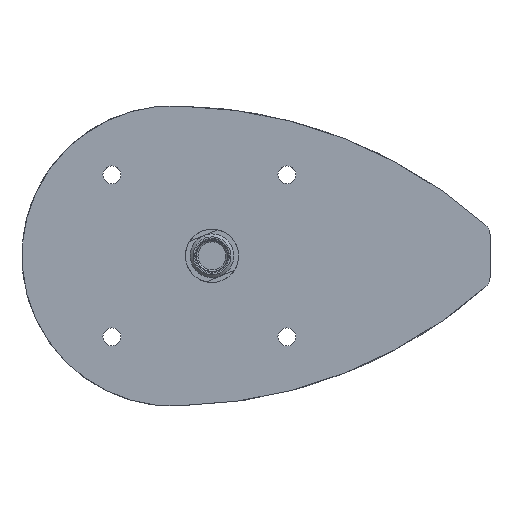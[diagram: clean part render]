
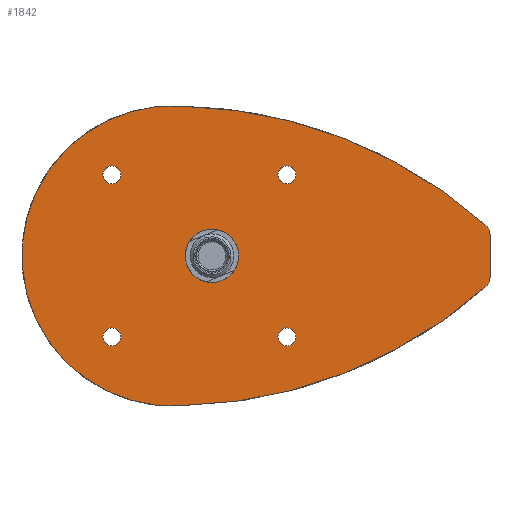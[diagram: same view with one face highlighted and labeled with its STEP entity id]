
A CAD part, top view. The second image highlights one B-rep face of the part: STEP entity #1842.
In plain terms, the highlighted planar face has unit normal (0, 0, 1).
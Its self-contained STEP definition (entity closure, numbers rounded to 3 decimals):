
#41 = DIRECTION ( 'NONE',  ( 1., 0., 0. ) ) ;
#47 = CARTESIAN_POINT ( 'NONE',  ( -87.353, 52.891, 14.925 ) ) ;
#51 = DIRECTION ( 'NONE',  ( 0., 0., 1. ) ) ;
#61 = DIRECTION ( 'NONE',  ( 1., 0., 0. ) ) ;
#69 = CARTESIAN_POINT ( 'NONE',  ( -19.916, 58.328, 14.925 ) ) ;
#76 = DIRECTION ( 'NONE',  ( 1., 0., 0. ) ) ;
#78 = CARTESIAN_POINT ( 'NONE',  ( -112.753, 32.317, 14.925 ) ) ;
#95 = CARTESIAN_POINT ( 'NONE',  ( -19.916, 47.454, 14.925 ) ) ;
#96 = DIRECTION ( 'NONE',  ( 0., 0., 1. ) ) ;
#103 = DIRECTION ( 'NONE',  ( 0., 0., -1. ) ) ;
#107 = DIRECTION ( 'NONE',  ( 0.924, 0.383, 0. ) ) ;
#112 = DIRECTION ( 'NONE',  ( 0., 0., 1. ) ) ;
#156 = CARTESIAN_POINT ( 'NONE',  ( -97.513, -29.227, 14.925 ) ) ;
#157 = DIRECTION ( 'NONE',  ( 0., 0., 1. ) ) ;
#158 = DIRECTION ( 'NONE',  ( 1., 0., 0. ) ) ;
#170 = CARTESIAN_POINT ( 'NONE',  ( -68.303, 73.465, 14.925 ) ) ;
#171 = DIRECTION ( 'NONE',  ( 0., 0., 1. ) ) ;
#172 = DIRECTION ( 'NONE',  ( 1., 0., 0. ) ) ;
#287 = CARTESIAN_POINT ( 'NONE',  ( -97.513, 135.009, 14.925 ) ) ;
#288 = DIRECTION ( 'NONE',  ( 0., 0., 1. ) ) ;
#289 = DIRECTION ( 'NONE',  ( 1., 0., 0. ) ) ;
#318 = CARTESIAN_POINT ( 'NONE',  ( -97.513, 52.891, 14.925 ) ) ;
#319 = DIRECTION ( 'NONE',  ( 0., 0., 1. ) ) ;
#320 = DIRECTION ( 'NONE',  ( 1., 0., 0. ) ) ;
#348 = CARTESIAN_POINT ( 'NONE',  ( -95.134, 90.916, 14.925 ) ) ;
#358 = CARTESIAN_POINT ( 'NONE',  ( -84.765, 46.65, 14.925 ) ) ;
#372 = CARTESIAN_POINT ( 'NONE',  ( -89.941, 59.132, 14.925 ) ) ;
#377 = CARTESIAN_POINT ( 'NONE',  ( -16.741, 47.454, 14.925 ) ) ;
#389 = CARTESIAN_POINT ( 'NONE',  ( -17.81, 60.704, 14.925 ) ) ;
#402 = CARTESIAN_POINT ( 'NONE',  ( -95.134, 14.865, 14.925 ) ) ;
#404 = CARTESIAN_POINT ( 'NONE',  ( -17.81, 45.078, 14.925 ) ) ;
#409 = CARTESIAN_POINT ( 'NONE',  ( -16.741, 58.328, 14.925 ) ) ;
#684 = EDGE_CURVE ( 'NONE', #1616, #1586, #1096, .T. ) ;
#687 = EDGE_CURVE ( 'NONE', #1577, #1464, #1104, .T. ) ;
#689 = EDGE_CURVE ( 'NONE', #1386, #1386, #1109, .T. ) ;
#692 = EDGE_CURVE ( 'NONE', #1608, #1531, #1108, .T. ) ;
#705 = EDGE_CURVE ( 'NONE', #1350, #1350, #1091, .T. ) ;
#706 = EDGE_CURVE ( 'NONE', #1464, #1577, #844, .T. ) ;
#716 = EDGE_CURVE ( 'NONE', #1389, #1389, #850, .T. ) ;
#768 = EDGE_CURVE ( 'NONE', #1531, #1616, #1285, .T. ) ;
#776 = EDGE_CURVE ( 'NONE', #1586, #1444, #1236, .T. ) ;
#781 = EDGE_CURVE ( 'NONE', #1336, #1336, #1158, .T. ) ;
#807 = EDGE_CURVE ( 'NONE', #1606, #1608, #1408, .T. ) ;
#815 = EDGE_CURVE ( 'NONE', #1444, #1606, #1250, .T. ) ;
#844 = CIRCLE ( 'NONE', #2541, 6.756 ) ;
#850 = CIRCLE ( 'NONE', #2515, 2.286 ) ;
#908 = ORIENTED_EDGE ( 'NONE', *, *, #781, .F. ) ;
#929 = ORIENTED_EDGE ( 'NONE', *, *, #687, .T. ) ;
#934 = ORIENTED_EDGE ( 'NONE', *, *, #716, .F. ) ;
#939 = ORIENTED_EDGE ( 'NONE', *, *, #807, .T. ) ;
#962 = ORIENTED_EDGE ( 'NONE', *, *, #706, .T. ) ;
#981 = ORIENTED_EDGE ( 'NONE', *, *, #705, .F. ) ;
#996 = ORIENTED_EDGE ( 'NONE', *, *, #815, .T. ) ;
#1000 = ORIENTED_EDGE ( 'NONE', *, *, #768, .T. ) ;
#1091 = CIRCLE ( 'NONE', #2556, 2.286 ) ;
#1096 = CIRCLE ( 'NONE', #2513, 3.175 ) ;
#1104 = CIRCLE ( 'NONE', #2584, 6.756 ) ;
#1108 = CIRCLE ( 'NONE', #2497, 3.175 ) ;
#1109 = CIRCLE ( 'NONE', #2508, 2.286 ) ;
#1135 = FACE_BOUND ( 'NONE', #1614, .T. ) ;
#1158 = CIRCLE ( 'NONE', #2522, 2.286 ) ;
#1211 = VECTOR ( 'NONE', #1709, 1000. ) ;
#1236 = CIRCLE ( 'NONE', #2545, 120.167 ) ;
#1250 = CIRCLE ( 'NONE', #2532, 38.1 ) ;
#1285 = LINE ( 'NONE', #1694, #1211 ) ;
#1299 = FACE_BOUND ( 'NONE', #1578, .T. ) ;
#1336 = VERTEX_POINT ( 'NONE', #2433 ) ;
#1350 = VERTEX_POINT ( 'NONE', #2423 ) ;
#1352 = FACE_OUTER_BOUND ( 'NONE', #1446, .T. ) ;
#1362 = FACE_BOUND ( 'NONE', #1657, .T. ) ;
#1374 = FACE_BOUND ( 'NONE', #1619, .T. ) ;
#1376 = FACE_BOUND ( 'NONE', #1667, .T. ) ;
#1386 = VERTEX_POINT ( 'NONE', #2422 ) ;
#1389 = VERTEX_POINT ( 'NONE', #2427 ) ;
#1408 = CIRCLE ( 'NONE', #2523, 120.167 ) ;
#1444 = VERTEX_POINT ( 'NONE', #348 ) ;
#1446 = EDGE_LOOP ( 'NONE', ( #1480, #1448, #996, #939, #1622, #1000 ) ) ;
#1448 = ORIENTED_EDGE ( 'NONE', *, *, #776, .T. ) ;
#1464 = VERTEX_POINT ( 'NONE', #358 ) ;
#1480 = ORIENTED_EDGE ( 'NONE', *, *, #684, .T. ) ;
#1517 = ORIENTED_EDGE ( 'NONE', *, *, #689, .F. ) ;
#1531 = VERTEX_POINT ( 'NONE', #377 ) ;
#1577 = VERTEX_POINT ( 'NONE', #372 ) ;
#1578 = EDGE_LOOP ( 'NONE', ( #929, #962 ) ) ;
#1586 = VERTEX_POINT ( 'NONE', #389 ) ;
#1606 = VERTEX_POINT ( 'NONE', #402 ) ;
#1608 = VERTEX_POINT ( 'NONE', #404 ) ;
#1614 = EDGE_LOOP ( 'NONE', ( #981 ) ) ;
#1616 = VERTEX_POINT ( 'NONE', #409 ) ;
#1619 = EDGE_LOOP ( 'NONE', ( #1517 ) ) ;
#1622 = ORIENTED_EDGE ( 'NONE', *, *, #692, .T. ) ;
#1657 = EDGE_LOOP ( 'NONE', ( #908 ) ) ;
#1667 = EDGE_LOOP ( 'NONE', ( #934 ) ) ;
#1694 = CARTESIAN_POINT ( 'NONE',  ( -16.741, 47.454, 14.925 ) ) ;
#1709 = DIRECTION ( 'NONE',  ( 0., 1., 0. ) ) ;
#1842 = ADVANCED_FACE ( 'NONE', ( #1299, #1352, #1376, #1374, #1135, #1362 ), #2118, .T. ) ;
#2115 = DIRECTION ( 'NONE',  ( 0., 0., 1. ) ) ;
#2118 = PLANE ( 'NONE',  #3043 ) ;
#2119 = CARTESIAN_POINT ( 'NONE',  ( -19.916, 58.328, 14.925 ) ) ;
#2121 = DIRECTION ( 'NONE',  ( 1., 0., 0. ) ) ;
#2422 = CARTESIAN_POINT ( 'NONE',  ( -110.467, 32.317, 14.925 ) ) ;
#2423 = CARTESIAN_POINT ( 'NONE',  ( -66.017, 32.317, 14.925 ) ) ;
#2427 = CARTESIAN_POINT ( 'NONE',  ( -110.467, 73.465, 14.925 ) ) ;
#2433 = CARTESIAN_POINT ( 'NONE',  ( -66.017, 73.465, 14.925 ) ) ;
#2497 = AXIS2_PLACEMENT_3D ( 'NONE', #95, #112, #76 ) ;
#2508 = AXIS2_PLACEMENT_3D ( 'NONE', #78, #51, #41 ) ;
#2513 = AXIS2_PLACEMENT_3D ( 'NONE', #69, #96, #61 ) ;
#2515 = AXIS2_PLACEMENT_3D ( 'NONE', #2658, #2668, #2779 ) ;
#2522 = AXIS2_PLACEMENT_3D ( 'NONE', #170, #171, #172 ) ;
#2523 = AXIS2_PLACEMENT_3D ( 'NONE', #287, #288, #289 ) ;
#2532 = AXIS2_PLACEMENT_3D ( 'NONE', #318, #319, #320 ) ;
#2541 = AXIS2_PLACEMENT_3D ( 'NONE', #2709, #2694, #2714 ) ;
#2545 = AXIS2_PLACEMENT_3D ( 'NONE', #156, #157, #158 ) ;
#2556 = AXIS2_PLACEMENT_3D ( 'NONE', #2655, #2718, #2705 ) ;
#2584 = AXIS2_PLACEMENT_3D ( 'NONE', #47, #103, #107 ) ;
#2655 = CARTESIAN_POINT ( 'NONE',  ( -68.303, 32.317, 14.925 ) ) ;
#2658 = CARTESIAN_POINT ( 'NONE',  ( -112.753, 73.465, 14.925 ) ) ;
#2668 = DIRECTION ( 'NONE',  ( 0., 0., 1. ) ) ;
#2694 = DIRECTION ( 'NONE',  ( 0., 0., -1. ) ) ;
#2705 = DIRECTION ( 'NONE',  ( 1., 0., 0. ) ) ;
#2709 = CARTESIAN_POINT ( 'NONE',  ( -87.353, 52.891, 14.925 ) ) ;
#2714 = DIRECTION ( 'NONE',  ( 0.924, 0.383, 0. ) ) ;
#2718 = DIRECTION ( 'NONE',  ( 0., 0., 1. ) ) ;
#2779 = DIRECTION ( 'NONE',  ( 1., 0., 0. ) ) ;
#3043 = AXIS2_PLACEMENT_3D ( 'NONE', #2119, #2115, #2121 ) ;
